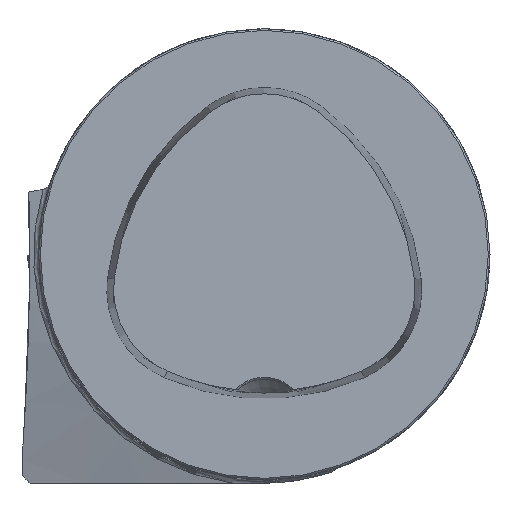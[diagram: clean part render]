
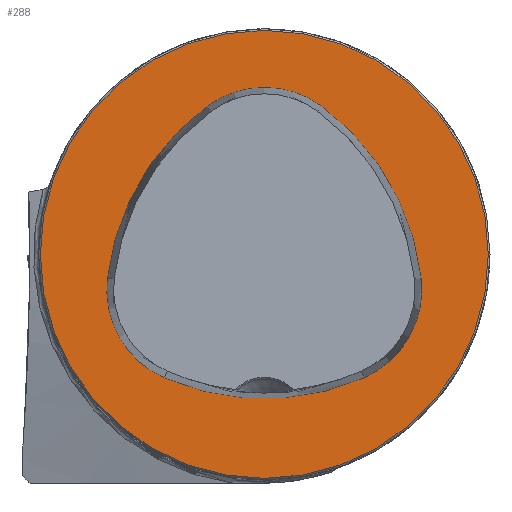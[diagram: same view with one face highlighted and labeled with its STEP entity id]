
A CAD part, top view. The second image highlights one B-rep face of the part: STEP entity #288.
In plain terms, the highlighted planar face has unit normal (0, 0, 1).
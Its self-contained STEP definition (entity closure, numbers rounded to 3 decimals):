
#125=FACE_BOUND('',#495,.T.);
#126=FACE_BOUND('',#496,.T.);
#288=ADVANCED_FACE('CU_E_LO_SU_1',(#125,#126),#362,.T.);
#362=PLANE('',#1703);
#495=EDGE_LOOP('',(#744,#745,#746,#747,#748,#749));
#496=EDGE_LOOP('',(#750));
#574=CIRCLE('',#1694,44.075);
#576=CIRCLE('',#1697,44.075);
#577=CIRCLE('',#1698,17.075);
#578=CIRCLE('',#1699,44.075);
#579=CIRCLE('',#1700,17.075);
#580=CIRCLE('',#1701,17.075);
#581=CIRCLE('',#1702,39.7);
#744=ORIENTED_EDGE('',*,*,#1294,.F.);
#745=ORIENTED_EDGE('',*,*,#1295,.F.);
#746=ORIENTED_EDGE('',*,*,#1296,.F.);
#747=ORIENTED_EDGE('',*,*,#1297,.F.);
#748=ORIENTED_EDGE('',*,*,#1291,.F.);
#749=ORIENTED_EDGE('',*,*,#1298,.F.);
#750=ORIENTED_EDGE('',*,*,#1299,.T.);
#1124=VERTEX_POINT('',#2810);
#1125=VERTEX_POINT('',#2812);
#1127=VERTEX_POINT('',#2818);
#1128=VERTEX_POINT('',#2819);
#1129=VERTEX_POINT('',#2821);
#1130=VERTEX_POINT('',#2823);
#1131=VERTEX_POINT('',#2827);
#1291=EDGE_CURVE('',#1124,#1125,#574,.T.);
#1294=EDGE_CURVE('',#1127,#1128,#576,.T.);
#1295=EDGE_CURVE('',#1129,#1127,#577,.T.);
#1296=EDGE_CURVE('',#1130,#1129,#578,.T.);
#1297=EDGE_CURVE('',#1125,#1130,#579,.T.);
#1298=EDGE_CURVE('',#1128,#1124,#580,.T.);
#1299=EDGE_CURVE('',#1131,#1131,#581,.T.);
#1694=AXIS2_PLACEMENT_3D('',#2811,#1912,#1913);
#1697=AXIS2_PLACEMENT_3D('',#2817,#1919,#1920);
#1698=AXIS2_PLACEMENT_3D('',#2820,#1921,#1922);
#1699=AXIS2_PLACEMENT_3D('',#2822,#1923,#1924);
#1700=AXIS2_PLACEMENT_3D('',#2824,#1925,#1926);
#1701=AXIS2_PLACEMENT_3D('',#2825,#1927,#1928);
#1702=AXIS2_PLACEMENT_3D('',#2826,#1929,#1930);
#1703=AXIS2_PLACEMENT_3D('',#2828,#1931,#1932);
#1912=DIRECTION('',(0.,0.,1.));
#1913=DIRECTION('',(1.,0.,0.));
#1919=DIRECTION('',(0.,0.,1.));
#1920=DIRECTION('',(1.,0.,0.));
#1921=DIRECTION('',(0.,0.,1.));
#1922=DIRECTION('',(1.,0.,0.));
#1923=DIRECTION('',(0.,0.,1.));
#1924=DIRECTION('',(1.,0.,0.));
#1925=DIRECTION('',(0.,0.,1.));
#1926=DIRECTION('',(1.,0.,0.));
#1927=DIRECTION('',(0.,0.,1.));
#1928=DIRECTION('',(1.,0.,0.));
#1929=DIRECTION('',(0.,0.,1.));
#1930=DIRECTION('',(1.,0.,0.));
#1931=DIRECTION('',(0.,0.,1.));
#1932=DIRECTION('',(1.,0.,0.));
#2810=CARTESIAN_POINT('',(-17.691,-21.869,0.));
#2811=CARTESIAN_POINT('',(0.,18.5,0.));
#2812=CARTESIAN_POINT('',(17.691,-21.869,0.));
#2817=CARTESIAN_POINT('',(15.993,-9.254,0.));
#2818=CARTESIAN_POINT('',(-10.114,26.257,0.));
#2819=CARTESIAN_POINT('',(-27.805,-4.317,0.));
#2820=CARTESIAN_POINT('',(0.,12.5,0.));
#2821=CARTESIAN_POINT('',(10.114,26.257,0.));
#2822=CARTESIAN_POINT('',(-15.993,-9.254,0.));
#2823=CARTESIAN_POINT('',(27.805,-4.317,0.));
#2824=CARTESIAN_POINT('',(10.837,-6.23,0.));
#2825=CARTESIAN_POINT('',(-10.837,-6.23,0.));
#2826=CARTESIAN_POINT('',(0.,0.,0.));
#2827=CARTESIAN_POINT('',(39.7,0.,0.));
#2828=CARTESIAN_POINT('',(0.,0.,0.));
